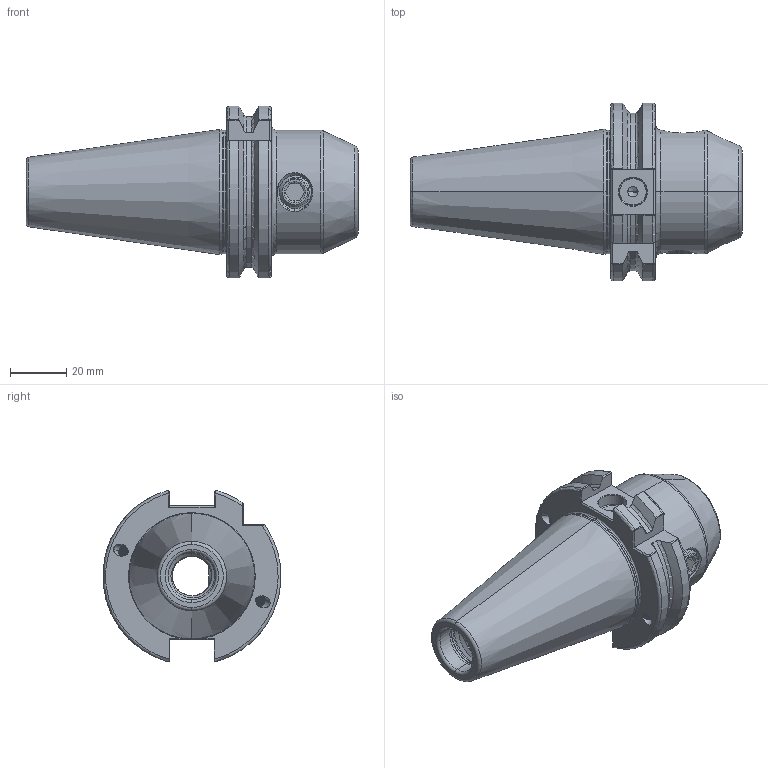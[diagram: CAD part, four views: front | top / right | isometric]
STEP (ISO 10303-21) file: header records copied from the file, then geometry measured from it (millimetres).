
FILE_DESCRIPTION (( 'STEP AP203' ), '1' );
FILE_NAME ('403.04.14.STEP', '2016-11-25T07:27:45', ( '' ), ( '' ), 'SwSTEP 2.0', 'SolidWorks 2012', '' );
FILE_SCHEMA (( 'CONFIG_CONTROL_DESIGN' ));
Length unit declared in the file: millimetre
Products named in the file (3): 側固12_M12x1.75_16L; 403.04.14
Assembly tree (2 placements, depth 2):
  403.04.14
    403.04.14
    側固12_M12x1.75_16L
Bounding box: 118.4 x 63.41 x 61.24 mm (x, y, z)
Volume: 134046.6 mm3; surface area: 29231.5 mm2
Topology: 2 solids, 2 shells, 303 faces, 829 edges, 523 vertices
Faces by surface type: cylinder 138, plane 55, cone 43, torus 34, bspline 31, sphere 2
Entity records: 24916 total; most frequent: CARTESIAN_POINT 17956, ORIENTED_EDGE 1626, DIRECTION 1135, EDGE_CURVE 813, VERTEX_POINT 523, AXIS2_PLACEMENT_3D 442, EDGE_LOOP 324, FACE_OUTER_BOUND 303
